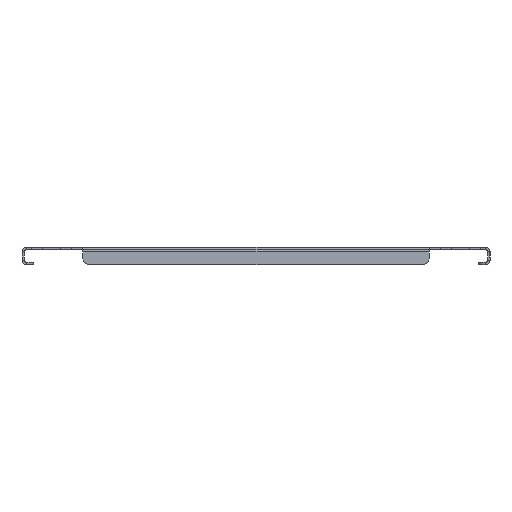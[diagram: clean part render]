
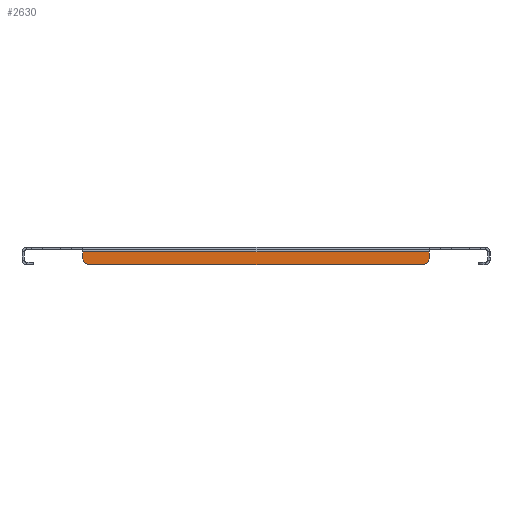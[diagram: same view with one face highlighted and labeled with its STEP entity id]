
A CAD part, left-side view. The second image highlights one B-rep face of the part: STEP entity #2630.
In plain terms, the highlighted planar face has unit normal (-1, 0, 0).
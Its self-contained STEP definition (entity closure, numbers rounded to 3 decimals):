
#14 = CARTESIAN_POINT ( 'NONE',  ( -449.5, -142., -15. ) ) ;
#36 = DIRECTION ( 'NONE',  ( 0., -1., 0. ) ) ;
#46 = AXIS2_PLACEMENT_3D ( 'NONE', #2416, #1720, #2400 ) ;
#226 = ORIENTED_EDGE ( 'NONE', *, *, #480, .F. ) ;
#260 = CARTESIAN_POINT ( 'NONE',  ( -449.5, 148., -9. ) ) ;
#269 = CARTESIAN_POINT ( 'NONE',  ( -449.5, 148., -4. ) ) ;
#354 = VECTOR ( 'NONE', #1566, 1000. ) ;
#452 = ORIENTED_EDGE ( 'NONE', *, *, #609, .T. ) ;
#466 = EDGE_LOOP ( 'NONE', ( #226, #452, #2333, #2654, #1055, #1548 ) ) ;
#480 = EDGE_CURVE ( 'NONE', #1122, #1001, #2101, .T. ) ;
#588 = CARTESIAN_POINT ( 'NONE',  ( -449.5, -148., -4. ) ) ;
#609 = EDGE_CURVE ( 'NONE', #1122, #1085, #1181, .T. ) ;
#651 = CARTESIAN_POINT ( 'NONE',  ( -449.5, -148., -9. ) ) ;
#769 = CARTESIAN_POINT ( 'NONE',  ( -449.5, -142., -9. ) ) ;
#796 = VERTEX_POINT ( 'NONE', #260 ) ;
#1001 = VERTEX_POINT ( 'NONE', #2420 ) ;
#1055 = ORIENTED_EDGE ( 'NONE', *, *, #2458, .T. ) ;
#1085 = VERTEX_POINT ( 'NONE', #651 ) ;
#1122 = VERTEX_POINT ( 'NONE', #14 ) ;
#1181 = CIRCLE ( 'NONE', #2709, 6. ) ;
#1204 = CARTESIAN_POINT ( 'NONE',  ( -449.5, -200., -15. ) ) ;
#1257 = CIRCLE ( 'NONE', #46, 6. ) ;
#1275 = FACE_OUTER_BOUND ( 'NONE', #466, .T. ) ;
#1293 = DIRECTION ( 'NONE',  ( 1., 0., 0. ) ) ;
#1369 = DIRECTION ( 'NONE',  ( 0., 0., 1. ) ) ;
#1390 = LINE ( 'NONE', #1652, #2807 ) ;
#1488 = PLANE ( 'NONE',  #2854 ) ;
#1547 = CARTESIAN_POINT ( 'NONE',  ( -449.5, 148., -15. ) ) ;
#1548 = ORIENTED_EDGE ( 'NONE', *, *, #2934, .T. ) ;
#1566 = DIRECTION ( 'NONE',  ( 0., 0., -1. ) ) ;
#1652 = CARTESIAN_POINT ( 'NONE',  ( -449.5, -200., -4. ) ) ;
#1720 = DIRECTION ( 'NONE',  ( -1., 0., 0. ) ) ;
#1769 = LINE ( 'NONE', #2684, #2712 ) ;
#1900 = CARTESIAN_POINT ( 'NONE',  ( -449.5, 0., 0. ) ) ;
#1914 = DIRECTION ( 'NONE',  ( -1., 0., 0. ) ) ;
#2099 = EDGE_CURVE ( 'NONE', #2105, #2251, #1390, .T. ) ;
#2101 = LINE ( 'NONE', #1204, #2559 ) ;
#2105 = VERTEX_POINT ( 'NONE', #269 ) ;
#2114 = DIRECTION ( 'NONE',  ( 0., 1., 0. ) ) ;
#2144 = DIRECTION ( 'NONE',  ( 0., 0., -1. ) ) ;
#2251 = VERTEX_POINT ( 'NONE', #588 ) ;
#2333 = ORIENTED_EDGE ( 'NONE', *, *, #2430, .T. ) ;
#2400 = DIRECTION ( 'NONE',  ( 0., 0., -1. ) ) ;
#2416 = CARTESIAN_POINT ( 'NONE',  ( -449.5, 142., -9. ) ) ;
#2420 = CARTESIAN_POINT ( 'NONE',  ( -449.5, 142., -15. ) ) ;
#2430 = EDGE_CURVE ( 'NONE', #1085, #2251, #1769, .T. ) ;
#2453 = LINE ( 'NONE', #1547, #354 ) ;
#2458 = EDGE_CURVE ( 'NONE', #2105, #796, #2453, .T. ) ;
#2559 = VECTOR ( 'NONE', #2114, 1000. ) ;
#2602 = DIRECTION ( 'NONE',  ( 0., 0., -1. ) ) ;
#2630 = ADVANCED_FACE ( 'NONE', ( #1275 ), #1488, .F. ) ;
#2654 = ORIENTED_EDGE ( 'NONE', *, *, #2099, .F. ) ;
#2684 = CARTESIAN_POINT ( 'NONE',  ( -449.5, -148., -15. ) ) ;
#2709 = AXIS2_PLACEMENT_3D ( 'NONE', #769, #1914, #2144 ) ;
#2712 = VECTOR ( 'NONE', #1369, 1000. ) ;
#2807 = VECTOR ( 'NONE', #36, 1000. ) ;
#2854 = AXIS2_PLACEMENT_3D ( 'NONE', #1900, #1293, #2602 ) ;
#2934 = EDGE_CURVE ( 'NONE', #796, #1001, #1257, .T. ) ;
